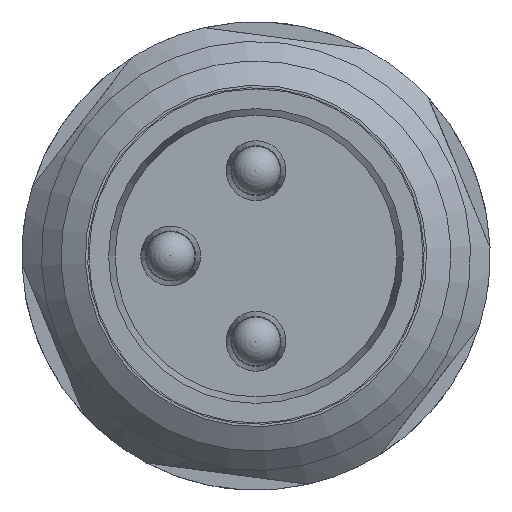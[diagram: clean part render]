
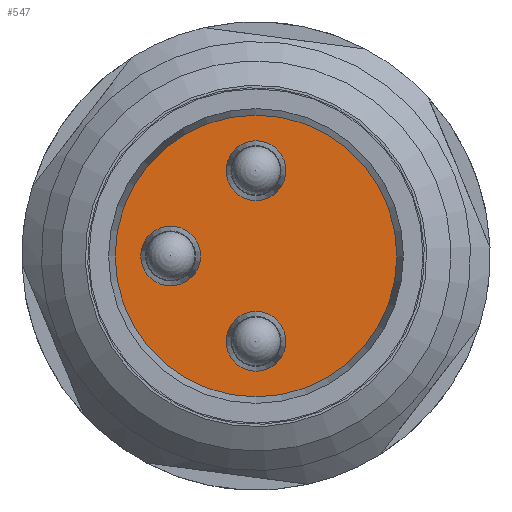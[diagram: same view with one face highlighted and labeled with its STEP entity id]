
A CAD part, front view. The second image highlights one B-rep face of the part: STEP entity #547.
In plain terms, the highlighted planar face has unit normal (0, -1, 0).
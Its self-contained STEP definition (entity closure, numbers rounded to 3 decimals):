
#346=PLANE('',#2103);
#547=ADVANCED_FACE('',(#680,#681,#682,#683),#346,.T.);
#680=FACE_BOUND('',#854,.T.);
#681=FACE_BOUND('',#855,.T.);
#682=FACE_BOUND('',#856,.T.);
#683=FACE_BOUND('',#857,.T.);
#854=EDGE_LOOP('',(#1346));
#855=EDGE_LOOP('',(#1347));
#856=EDGE_LOOP('',(#1348));
#857=EDGE_LOOP('',(#1349));
#1346=ORIENTED_EDGE('',*,*,#1777,.T.);
#1347=ORIENTED_EDGE('',*,*,#1778,.T.);
#1348=ORIENTED_EDGE('',*,*,#1776,.T.);
#1349=ORIENTED_EDGE('',*,*,#1775,.T.);
#1529=VERTEX_POINT('',#4183);
#1530=VERTEX_POINT('',#4186);
#1531=VERTEX_POINT('',#4189);
#1532=VERTEX_POINT('',#4192);
#1775=EDGE_CURVE('',#1529,#1529,#1879,.T.);
#1776=EDGE_CURVE('',#1530,#1530,#1880,.T.);
#1777=EDGE_CURVE('',#1531,#1531,#1881,.T.);
#1778=EDGE_CURVE('',#1532,#1532,#1882,.T.);
#1879=CIRCLE('',#2096,0.613);
#1880=CIRCLE('',#2098,0.613);
#1881=CIRCLE('',#2100,0.613);
#1882=CIRCLE('',#2102,2.887);
#2096=AXIS2_PLACEMENT_3D('',#4182,#2629,#2630);
#2098=AXIS2_PLACEMENT_3D('',#4185,#2633,#2634);
#2100=AXIS2_PLACEMENT_3D('',#4188,#2637,#2638);
#2102=AXIS2_PLACEMENT_3D('',#4191,#2641,#2642);
#2103=AXIS2_PLACEMENT_3D('',#4193,#2643,#2644);
#2629=DIRECTION('',(0.,1.,0.));
#2630=DIRECTION('',(0.,0.,1.));
#2633=DIRECTION('',(0.,1.,0.));
#2634=DIRECTION('',(0.,0.,1.));
#2637=DIRECTION('',(0.,1.,0.));
#2638=DIRECTION('',(0.,0.,1.));
#2641=DIRECTION('',(0.,-1.,0.));
#2642=DIRECTION('',(0.,0.,-1.));
#2643=DIRECTION('',(0.,-1.,0.));
#2644=DIRECTION('',(0.,0.,1.));
#4182=CARTESIAN_POINT('',(70.65,34.35,-1.75));
#4183=CARTESIAN_POINT('',(70.65,34.35,-1.138));
#4185=CARTESIAN_POINT('',(70.65,34.35,1.75));
#4186=CARTESIAN_POINT('',(70.65,34.35,2.362));
#4188=CARTESIAN_POINT('',(68.9,34.35,0.));
#4189=CARTESIAN_POINT('',(68.9,34.35,0.612));
#4191=CARTESIAN_POINT('',(70.65,34.35,0.));
#4192=CARTESIAN_POINT('',(70.65,34.35,-2.888));
#4193=CARTESIAN_POINT('',(70.65,34.35,0.));
